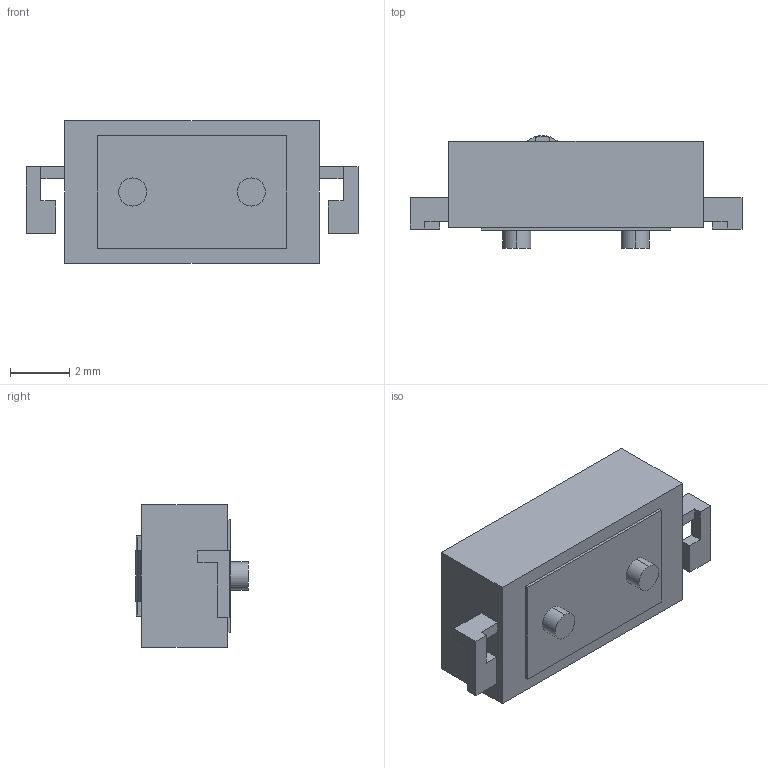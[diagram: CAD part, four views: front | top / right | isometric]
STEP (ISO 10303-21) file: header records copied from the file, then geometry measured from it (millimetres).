
FILE_DESCRIPTION (( 'STEP AP203' ), '1' );
FILE_NAME ('D2LS_21.step', '2014-01-22T05:36:05', ( 'OSMC1.0 匠エンジニアリング山之内' ), ( 'TAKUMI-Engniaring' ), 'SwSTEP 2.0', 'SolidWorks 2002025', '' );
FILE_SCHEMA (( 'CONFIG_CONTROL_DESIGN' ));
Length unit declared in the file: millimetre
Products named in the file (3): D2LS_21; D2LS_21_BUTTON; D2LS_21_BASE
Assembly tree (2 placements, depth 2):
  D2LS_21
    D2LS_21_BUTTON
    D2LS_21_BASE
Bounding box: 11.2 x 3.8 x 4.8 mm (x, y, z)
Volume: 125 mm3; surface area: 198.2 mm2
Topology: 2 solids, 2 shells, 66 faces, 168 edges, 112 vertices
Faces by surface type: plane 59, cylinder 7
Entity records: 2271 total; most frequent: CARTESIAN_POINT 351, ORIENTED_EDGE 336, DIRECTION 324, EDGE_CURVE 168, LINE 154, VECTOR 154, VERTEX_POINT 112, AXIS2_PLACEMENT_3D 85
